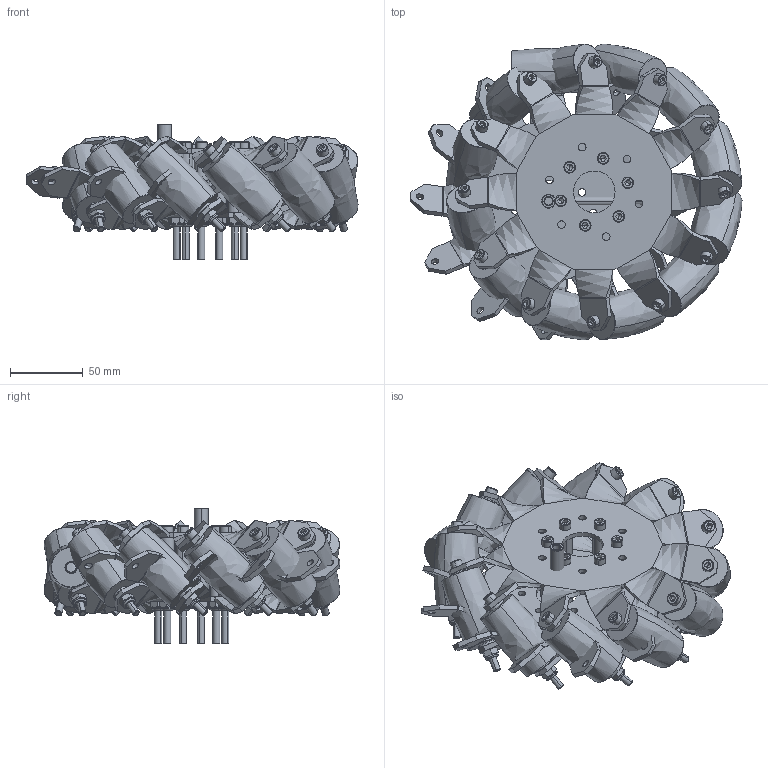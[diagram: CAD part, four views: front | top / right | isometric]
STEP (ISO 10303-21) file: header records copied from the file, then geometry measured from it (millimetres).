
FILE_DESCRIPTION( ( 'Unknown' ), '1' );
FILE_NAME( '8 mecanum right with roller.stp', 'Unknown', ( 'Unknown' ), ( 'Unknown' ), 'XStep 1.0', 'Unknown', ' ' );
FILE_SCHEMA( ( 'CONFIG_CONTROL_DESIGN' ) );
Length unit declared in the file: millimetre
Products named in the file (9): Assem1; washer0; #10 LockNut1; MBC Bushing MU04TH4; Mid Roller III2; SHCS 10-32x3_SHCS 10-32x4; Middle Axle3; Spacer AA; 8 Mecanum Plate Right
Bounding box: 227.69 x 202.78 x 93.15 mm (x, y, z)
Volume: 690098.6 mm3; surface area: 314415.5 mm2
Topology: 124 solids, 124 shells, 2605 faces, 5745 edges, 3433 vertices
Faces by surface type: plane 1158, cylinder 566, torus 313, sphere 228, bspline 170, cone 170
Full cylindrical faces by diameter (mm): 4.039 x19, 5.207 x36, 5.232 x36, 6.654 x19, 9.525 x19, 28.575 x3
Entity records: 14486 total; most frequent: CARTESIAN_POINT 5897, DIRECTION 1706, ORIENTED_EDGE 1588, EDGE_CURVE 794, AXIS2_PLACEMENT_3D 620, VERTEX_POINT 489, LINE 466, VECTOR 466
